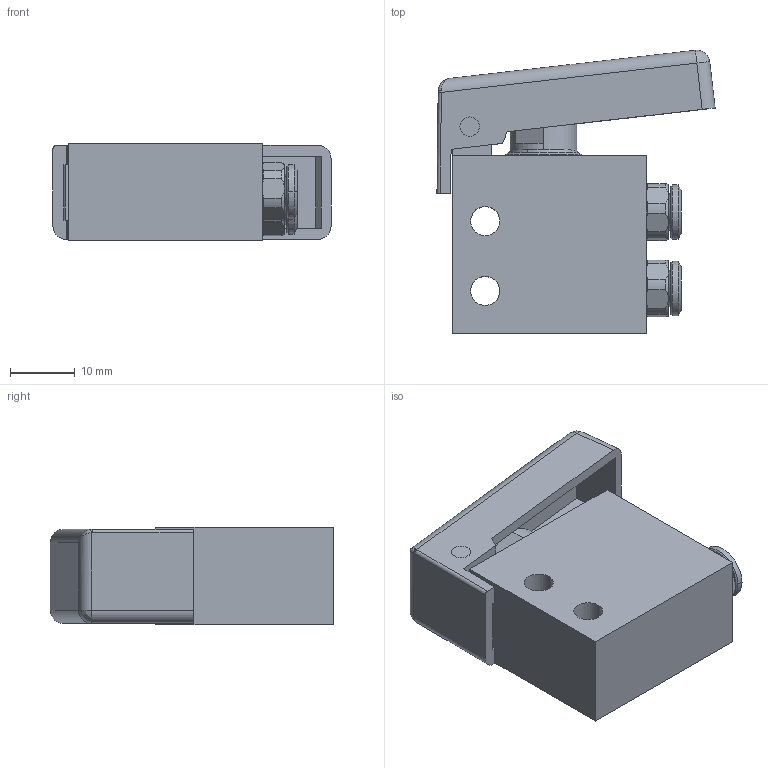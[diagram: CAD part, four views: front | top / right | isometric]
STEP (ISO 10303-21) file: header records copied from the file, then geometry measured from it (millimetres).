
FILE_DESCRIPTION (( 'STEP AP214' ), '1' );
FILE_NAME ('08_251_4.STEP', '2016-08-02T13:05:29', ( '' ), ( '' ), 'SwSTEP 2.0', 'SolidWorks 2016', '' );
FILE_SCHEMA (( 'AUTOMOTIVE_DESIGN' ));
Length unit declared in the file: millimetre
Products named in the file (1): 08_251_4
Bounding box: 42.98 x 43.81 x 15 mm (x, y, z)
Volume: 16407.5 mm3; surface area: 9066.9 mm2
Topology: 5 solids, 5 shells, 250 faces, 654 edges, 421 vertices
Faces by surface type: plane 88, cylinder 69, cone 56, bspline 37
Entity records: 9006 total; most frequent: CARTESIAN_POINT 2522, DIRECTION 1315, ORIENTED_EDGE 1302, EDGE_CURVE 651, AXIS2_PLACEMENT_3D 519, VERTEX_POINT 421, CIRCLE 305, LINE 277
